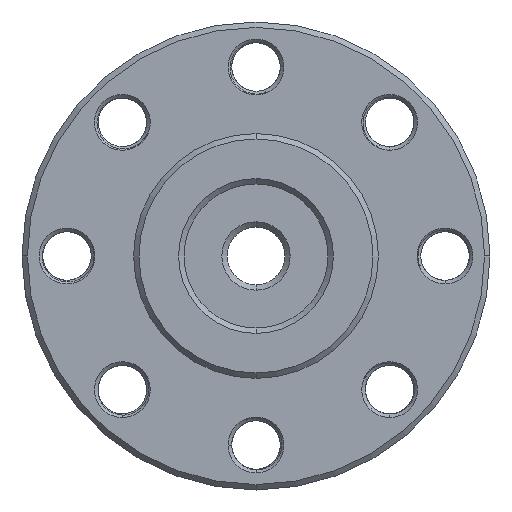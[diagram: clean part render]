
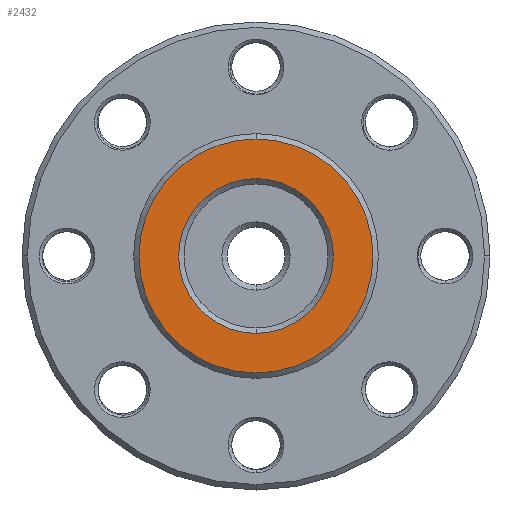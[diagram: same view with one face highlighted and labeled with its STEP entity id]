
A CAD part, front view. The second image highlights one B-rep face of the part: STEP entity #2432.
In plain terms, the highlighted planar face has unit normal (0, -1, 0).
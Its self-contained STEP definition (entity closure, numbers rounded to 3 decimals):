
#155 = EDGE_CURVE ( 'NONE', #8346, #13026, #8436, .T. ) ;
#533 = DIRECTION ( 'NONE',  ( 0., -1., 0. ) ) ;
#1001 = EDGE_CURVE ( 'NONE', #13026, #8346, #8199, .T. ) ;
#1019 = CARTESIAN_POINT ( 'NONE',  ( 18.8, -5.1, 0. ) ) ;
#1024 = CARTESIAN_POINT ( 'NONE',  ( 18.8, -5.1, 0. ) ) ;
#1281 = EDGE_LOOP ( 'NONE', ( #9217, #4400 ) ) ;
#1282 = DIRECTION ( 'NONE',  ( 0., 1., 0. ) ) ;
#1428 = CARTESIAN_POINT ( 'NONE',  ( 18.8, -5.1, 0. ) ) ;
#1574 = FACE_BOUND ( 'NONE', #1281, .T. ) ;
#1652 = DIRECTION ( 'NONE',  ( 0., 0., -1. ) ) ;
#1798 = ORIENTED_EDGE ( 'NONE', *, *, #11876, .T. ) ;
#2432 = ADVANCED_FACE ( 'NONE', ( #1574, #10706 ), #6081, .T. ) ;
#2530 = AXIS2_PLACEMENT_3D ( 'NONE', #1024, #8961, #6725 ) ;
#3046 = CARTESIAN_POINT ( 'NONE',  ( 18.8, -5.1, 4.3 ) ) ;
#3090 = AXIS2_PLACEMENT_3D ( 'NONE', #1019, #13555, #10299 ) ;
#3189 = CARTESIAN_POINT ( 'NONE',  ( 18.8, -5.1, -4.3 ) ) ;
#4034 = CIRCLE ( 'NONE', #3090, 6.5 ) ;
#4400 = ORIENTED_EDGE ( 'NONE', *, *, #1001, .T. ) ;
#4481 = CIRCLE ( 'NONE', #10168, 6.5 ) ;
#4784 = EDGE_CURVE ( 'NONE', #7941, #12710, #4481, .T. ) ;
#5856 = CARTESIAN_POINT ( 'NONE',  ( 18.8, -5.1, -6.5 ) ) ;
#6081 = PLANE ( 'NONE',  #6796 ) ;
#6725 = DIRECTION ( 'NONE',  ( 0., 0., 1. ) ) ;
#6796 = AXIS2_PLACEMENT_3D ( 'NONE', #11820, #533, #1652 ) ;
#7941 = VERTEX_POINT ( 'NONE', #5856 ) ;
#8163 = DIRECTION ( 'NONE',  ( 0., 0., -1. ) ) ;
#8199 = CIRCLE ( 'NONE', #2530, 4.3 ) ;
#8346 = VERTEX_POINT ( 'NONE', #3189 ) ;
#8436 = CIRCLE ( 'NONE', #11770, 4.3 ) ;
#8601 = DIRECTION ( 'NONE',  ( 0., -1., 0. ) ) ;
#8961 = DIRECTION ( 'NONE',  ( 0., 1., 0. ) ) ;
#9217 = ORIENTED_EDGE ( 'NONE', *, *, #155, .T. ) ;
#9454 = ORIENTED_EDGE ( 'NONE', *, *, #4784, .T. ) ;
#10168 = AXIS2_PLACEMENT_3D ( 'NONE', #11054, #8601, #14168 ) ;
#10299 = DIRECTION ( 'NONE',  ( 0., 0., 1. ) ) ;
#10706 = FACE_OUTER_BOUND ( 'NONE', #12581, .T. ) ;
#11054 = CARTESIAN_POINT ( 'NONE',  ( 18.8, -5.1, 0. ) ) ;
#11770 = AXIS2_PLACEMENT_3D ( 'NONE', #1428, #1282, #8163 ) ;
#11820 = CARTESIAN_POINT ( 'NONE',  ( 18.8, -5.1, 0. ) ) ;
#11876 = EDGE_CURVE ( 'NONE', #12710, #7941, #4034, .T. ) ;
#12559 = CARTESIAN_POINT ( 'NONE',  ( 18.8, -5.1, 6.5 ) ) ;
#12581 = EDGE_LOOP ( 'NONE', ( #1798, #9454 ) ) ;
#12710 = VERTEX_POINT ( 'NONE', #12559 ) ;
#13026 = VERTEX_POINT ( 'NONE', #3046 ) ;
#13555 = DIRECTION ( 'NONE',  ( 0., -1., 0. ) ) ;
#14168 = DIRECTION ( 'NONE',  ( 0., 0., -1. ) ) ;
